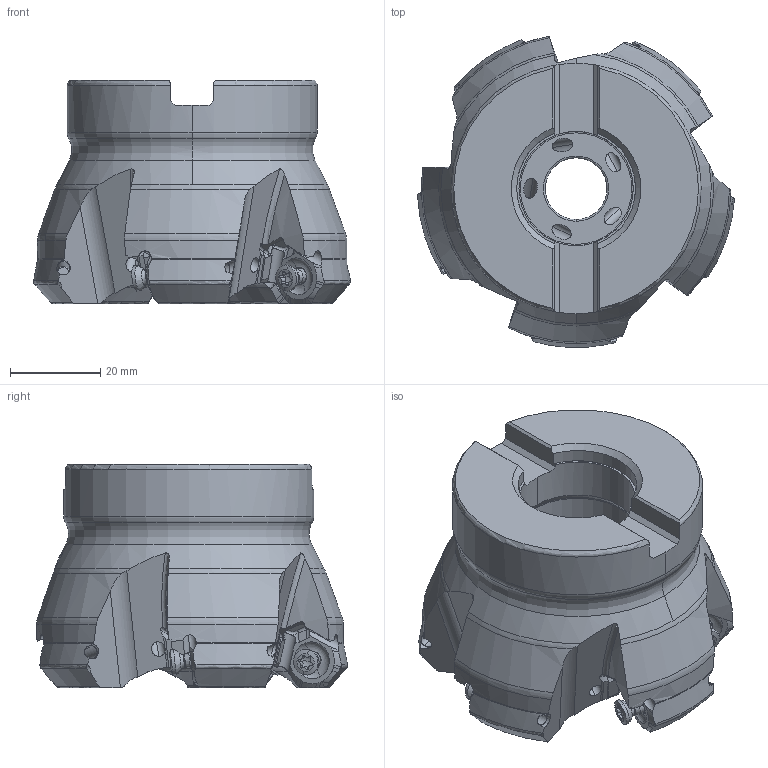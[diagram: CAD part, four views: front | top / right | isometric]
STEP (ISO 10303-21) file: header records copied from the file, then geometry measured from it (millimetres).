
FILE_DESCRIPTION(/* description */ (''),/* implementation_level */ '2;1');
FILE_NAME(/* name */ 'AHX440SUR2505CA.stp',/* time_stamp */ '2017-10-20T17:32:20+09:00',/* author */ (''),/* organization */ (''),/* preprocessor_version */ 'ST-DEVELOPER v16',/* originating_system */ 'SIEMENS PLM Software NX 10.0',/* authorisation */ '');
FILE_SCHEMA (('AUTOMOTIVE_DESIGN { 1 0 10303 214 3 1 1 1 }'));
Length unit declared in the file: millimetre
Products named in the file (1): AHX440SUR2505CA_ASM
Bounding box: 70.4 x 69.07 x 49.65 mm (x, y, z)
Volume: 101805.6 mm3; surface area: 21956.6 mm2
Topology: 6 solids, 6 shells, 691 faces, 2005 edges, 1317 vertices
Faces by surface type: cylinder 287, plane 161, torus 123, cone 60, extrusion 30, bspline 20, sphere 10
Entity records: 28719 total; most frequent: CARTESIAN_POINT 10885, ORIENTED_EDGE 3990, DIRECTION 3491, EDGE_CURVE 1995, AXIS2_PLACEMENT_3D 1452, VERTEX_POINT 1317, EDGE_LOOP 714, ADVANCED_FACE 691
